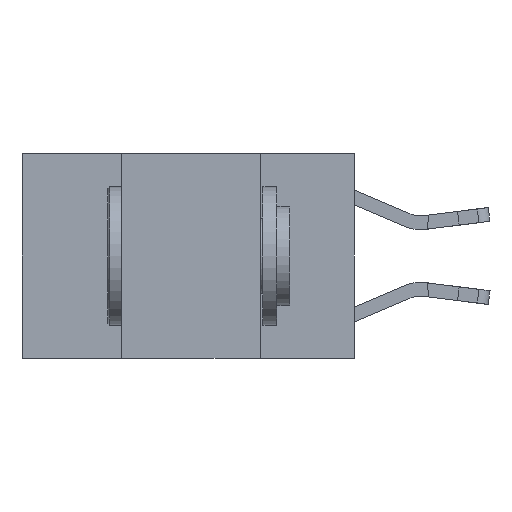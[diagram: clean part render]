
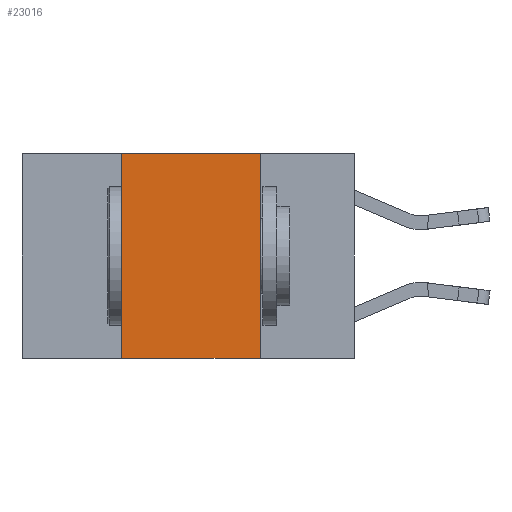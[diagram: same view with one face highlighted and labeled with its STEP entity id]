
A CAD part, left-side view. The second image highlights one B-rep face of the part: STEP entity #23016.
In plain terms, the highlighted planar face has unit normal (-1, 0, 0).
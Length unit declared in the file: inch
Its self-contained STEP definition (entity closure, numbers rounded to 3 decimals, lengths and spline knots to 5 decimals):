
#580 = DIRECTION ( 'NONE',  ( 0., 0., -1. ) ) ;
#924 = CARTESIAN_POINT ( 'NONE',  ( 0., 0.6, 0. ) ) ;
#2688 = EDGE_CURVE ( 'NONE', #27348, #24374, #3755, .T. ) ;
#2743 = PLANE ( 'NONE',  #28192 ) ;
#3755 = LINE ( 'NONE', #13196, #26949 ) ;
#4236 = DIRECTION ( 'NONE',  ( 0., 0., -1. ) ) ;
#4244 = DIRECTION ( 'NONE',  ( 0., -1., 0. ) ) ;
#4338 = VECTOR ( 'NONE', #4236, 39.37008 ) ;
#4766 = EDGE_CURVE ( 'NONE', #14848, #24374, #10352, .T. ) ;
#8453 = CARTESIAN_POINT ( 'NONE',  ( 0., 0.17, 0. ) ) ;
#10352 = LINE ( 'NONE', #24493, #4338 ) ;
#10523 = ORIENTED_EDGE ( 'NONE', *, *, #13316, .F. ) ;
#10919 = EDGE_CURVE ( 'NONE', #27348, #13674, #26369, .T. ) ;
#11344 = ORIENTED_EDGE ( 'NONE', *, *, #10919, .F. ) ;
#12730 = VECTOR ( 'NONE', #16718, 39.37008 ) ;
#13196 = CARTESIAN_POINT ( 'NONE',  ( 0., 0.6, -0.37 ) ) ;
#13316 = EDGE_CURVE ( 'NONE', #13674, #14848, #18729, .T. ) ;
#13533 = ORIENTED_EDGE ( 'NONE', *, *, #4766, .F. ) ;
#13674 = VERTEX_POINT ( 'NONE', #20090 ) ;
#14085 = DIRECTION ( 'NONE',  ( 1., 0., 0. ) ) ;
#14140 = CARTESIAN_POINT ( 'NONE',  ( 0., 0.17, -0.37 ) ) ;
#14848 = VERTEX_POINT ( 'NONE', #8453 ) ;
#16718 = DIRECTION ( 'NONE',  ( 0., -1., 0. ) ) ;
#18729 = LINE ( 'NONE', #924, #12730 ) ;
#20090 = CARTESIAN_POINT ( 'NONE',  ( 0., 0.42, 0. ) ) ;
#20105 = FACE_OUTER_BOUND ( 'NONE', #26779, .T. ) ;
#20131 = DIRECTION ( 'NONE',  ( 0., 0., 1. ) ) ;
#20380 = VECTOR ( 'NONE', #20131, 39.37008 ) ;
#23016 = ADVANCED_FACE ( 'NONE', ( #20105 ), #2743, .F. ) ;
#24374 = VERTEX_POINT ( 'NONE', #14140 ) ;
#24493 = CARTESIAN_POINT ( 'NONE',  ( 0., 0.17, 0. ) ) ;
#24693 = ORIENTED_EDGE ( 'NONE', *, *, #2688, .T. ) ;
#24749 = CARTESIAN_POINT ( 'NONE',  ( 0., 0.42, -0.37 ) ) ;
#26369 = LINE ( 'NONE', #29014, #20380 ) ;
#26779 = EDGE_LOOP ( 'NONE', ( #13533, #10523, #11344, #24693 ) ) ;
#26949 = VECTOR ( 'NONE', #4244, 39.37008 ) ;
#27348 = VERTEX_POINT ( 'NONE', #24749 ) ;
#27530 = CARTESIAN_POINT ( 'NONE',  ( 0., 0.6, 0. ) ) ;
#28192 = AXIS2_PLACEMENT_3D ( 'NONE', #27530, #14085, #580 ) ;
#29014 = CARTESIAN_POINT ( 'NONE',  ( 0., 0.42, 0. ) ) ;
